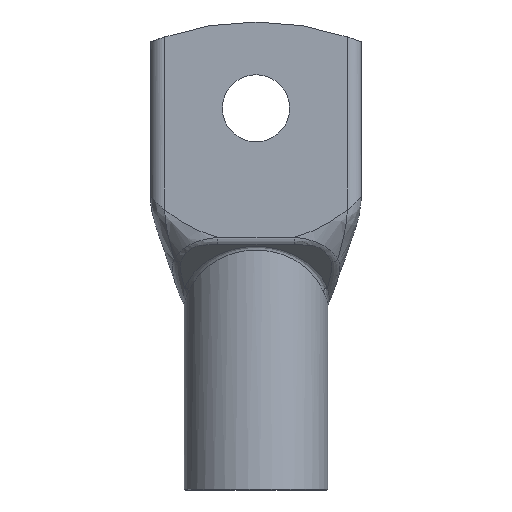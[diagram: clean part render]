
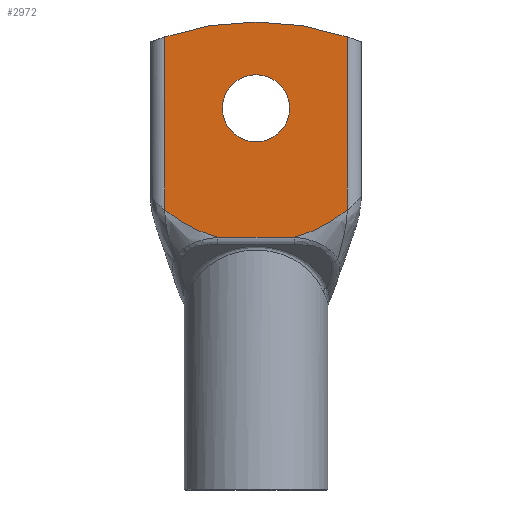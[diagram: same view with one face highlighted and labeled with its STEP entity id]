
A CAD part, front view. The second image highlights one B-rep face of the part: STEP entity #2972.
In plain terms, the highlighted planar face has unit normal (0, -1, 0).
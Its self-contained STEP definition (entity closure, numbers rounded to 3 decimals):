
#1034=CARTESIAN_POINT('',(-7.994,-16.5,18.694));
#1035=VERTEX_POINT('',#1034);
#1088=CARTESIAN_POINT('',(7.994,-16.5,18.694));
#1089=VERTEX_POINT('',#1088);
#1097=CARTESIAN_POINT('',(7.994,-16.5,18.694));
#1098=DIRECTION('',(-1.0,0.0,0.0));
#1099=VECTOR('',#1098,15.989);
#1100=LINE('',#1097,#1099);
#1101=EDGE_CURVE('',#1089,#1035,#1100,.T.);
#2181=CARTESIAN_POINT('',(-19.0,-16.5,24.393));
#2182=VERTEX_POINT('',#2181);
#2304=CARTESIAN_POINT('',(0.0,-16.5,47.609));
#2305=DIRECTION('',(0.0,1.,0.0));
#2306=DIRECTION('',(0.733,0.0,-0.68));
#2307=AXIS2_PLACEMENT_3D('',#2304,#2305,#2306);
#2308=CIRCLE('',#2307,30.);
#2309=EDGE_CURVE('',#1035,#2182,#2308,.T.);
#2320=CARTESIAN_POINT('',(7.,-16.5,45.609));
#2321=VERTEX_POINT('',#2320);
#2322=CARTESIAN_POINT('',(0.0,-16.5,45.609));
#2323=DIRECTION('',(0.0,1.0,0.0));
#2324=DIRECTION('',(-1.0,0.0,0.0));
#2325=AXIS2_PLACEMENT_3D('',#2322,#2323,#2324);
#2326=CIRCLE('',#2325,7.);
#2327=EDGE_CURVE('',#2321,#2321,#2326,.T.);
#2733=CARTESIAN_POINT('',(19.0,-16.5,24.393));
#2734=VERTEX_POINT('',#2733);
#2810=CARTESIAN_POINT('',(0.0,-16.5,47.609));
#2811=DIRECTION('',(0.0,1.,0.0));
#2812=DIRECTION('',(0.733,0.0,-0.68));
#2813=AXIS2_PLACEMENT_3D('',#2810,#2811,#2812);
#2814=CIRCLE('',#2813,30.);
#2815=EDGE_CURVE('',#2734,#1089,#2814,.T.);
#2825=CARTESIAN_POINT('',(-19.0,-16.5,60.521));
#2826=VERTEX_POINT('',#2825);
#2842=CARTESIAN_POINT('',(19.0,-16.5,60.521));
#2843=VERTEX_POINT('',#2842);
#2844=CARTESIAN_POINT('',(0.0,-16.5,3.609));
#2845=DIRECTION('',(0.0,1.0,0.0));
#2846=DIRECTION('',(-0.367,0.0,0.93));
#2847=AXIS2_PLACEMENT_3D('',#2844,#2845,#2846);
#2848=CIRCLE('',#2847,60.);
#2849=EDGE_CURVE('',#2826,#2843,#2848,.T.);
#2914=CARTESIAN_POINT('',(-19.0,-16.5,24.393));
#2915=DIRECTION('',(0.0,0.0,1.0));
#2916=VECTOR('',#2915,36.129);
#2917=LINE('',#2914,#2916);
#2918=EDGE_CURVE('',#2182,#2826,#2917,.T.);
#2951=CARTESIAN_POINT('',(0.,-16.5,41.819));
#2952=DIRECTION('',(0.0,1.0,0.0));
#2953=DIRECTION('',(0.0,0.0,1.0));
#2954=AXIS2_PLACEMENT_3D('',#2951,#2952,#2953);
#2955=PLANE('',#2954);
#2956=ORIENTED_EDGE('',*,*,#1101,.F.);
#2957=ORIENTED_EDGE('',*,*,#2815,.F.);
#2958=CARTESIAN_POINT('',(19.0,-16.5,60.521));
#2959=DIRECTION('',(0.0,0.0,-1.0));
#2960=VECTOR('',#2959,36.129);
#2961=LINE('',#2958,#2960);
#2962=EDGE_CURVE('',#2843,#2734,#2961,.T.);
#2963=ORIENTED_EDGE('',*,*,#2962,.F.);
#2964=ORIENTED_EDGE('',*,*,#2849,.F.);
#2965=ORIENTED_EDGE('',*,*,#2918,.F.);
#2966=ORIENTED_EDGE('',*,*,#2309,.F.);
#2967=EDGE_LOOP('',(#2956,#2957,#2963,#2964,#2965,#2966));
#2968=FACE_OUTER_BOUND('',#2967,.T.);
#2969=ORIENTED_EDGE('',*,*,#2327,.T.);
#2970=EDGE_LOOP('',(#2969));
#2971=FACE_BOUND('',#2970,.T.);
#2972=ADVANCED_FACE('',(#2968,#2971),#2955,.F.);
